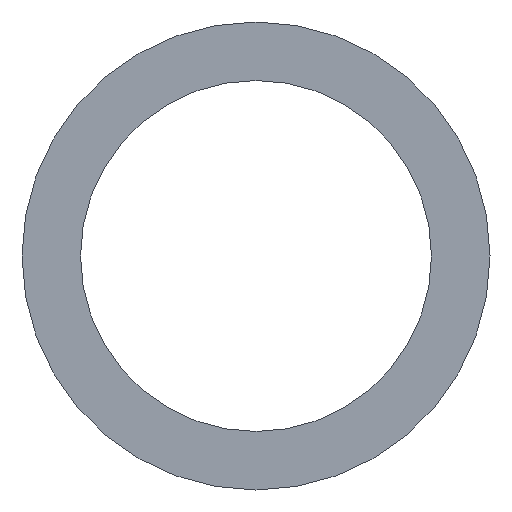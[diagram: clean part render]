
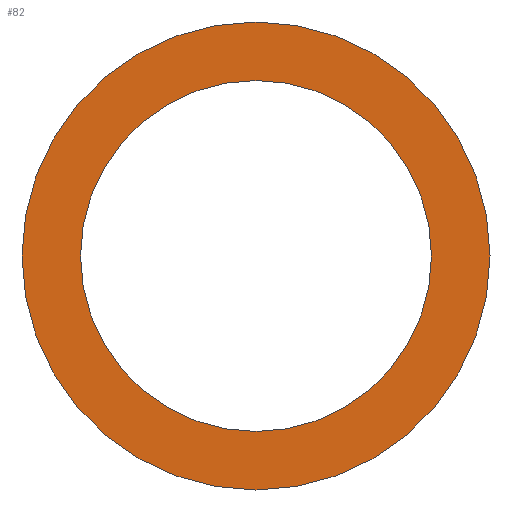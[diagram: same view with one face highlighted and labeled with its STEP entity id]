
A CAD part, left-side view. The second image highlights one B-rep face of the part: STEP entity #82.
In plain terms, the highlighted planar face has unit normal (-1, 0, 0).
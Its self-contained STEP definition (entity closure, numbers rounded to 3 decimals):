
#3 = AXIS2_PLACEMENT_3D ( 'NONE', #127, #208, #147 ) ;
#4 = EDGE_CURVE ( 'NONE', #165, #56, #228, .T. ) ;
#7 = CARTESIAN_POINT ( 'NONE',  ( -1.25, 0., -4. ) ) ;
#17 = DIRECTION ( 'NONE',  ( 1., 0., 0. ) ) ;
#18 = ORIENTED_EDGE ( 'NONE', *, *, #4, .F. ) ;
#19 = EDGE_LOOP ( 'NONE', ( #51, #18 ) ) ;
#33 = EDGE_CURVE ( 'NONE', #56, #165, #41, .T. ) ;
#35 = CARTESIAN_POINT ( 'NONE',  ( -1.25, 0., 0. ) ) ;
#37 = EDGE_CURVE ( 'NONE', #87, #134, #150, .T. ) ;
#39 = CARTESIAN_POINT ( 'NONE',  ( -1.25, 0., 0. ) ) ;
#41 = CIRCLE ( 'NONE', #114, 4. ) ;
#51 = ORIENTED_EDGE ( 'NONE', *, *, #33, .F. ) ;
#53 = DIRECTION ( 'NONE',  ( 0., 0., -1. ) ) ;
#54 = DIRECTION ( 'NONE',  ( 0., 0., -1. ) ) ;
#56 = VERTEX_POINT ( 'NONE', #243 ) ;
#57 = EDGE_LOOP ( 'NONE', ( #67, #162 ) ) ;
#67 = ORIENTED_EDGE ( 'NONE', *, *, #37, .T. ) ;
#73 = AXIS2_PLACEMENT_3D ( 'NONE', #186, #245, #53 ) ;
#76 = CARTESIAN_POINT ( 'NONE',  ( -1.25, 0., 0. ) ) ;
#82 = ADVANCED_FACE ( 'NONE', ( #206, #89 ), #108, .F. ) ;
#87 = VERTEX_POINT ( 'NONE', #145 ) ;
#89 = FACE_BOUND ( 'NONE', #57, .T. ) ;
#93 = DIRECTION ( 'NONE',  ( 1., 0., 0. ) ) ;
#108 = PLANE ( 'NONE',  #3 ) ;
#109 = AXIS2_PLACEMENT_3D ( 'NONE', #35, #17, #54 ) ;
#114 = AXIS2_PLACEMENT_3D ( 'NONE', #39, #93, #231 ) ;
#127 = CARTESIAN_POINT ( 'NONE',  ( -1.25, 0., 0. ) ) ;
#134 = VERTEX_POINT ( 'NONE', #168 ) ;
#145 = CARTESIAN_POINT ( 'NONE',  ( -1.25, 0., 3. ) ) ;
#147 = DIRECTION ( 'NONE',  ( 0., 0., -1. ) ) ;
#149 = EDGE_CURVE ( 'NONE', #134, #87, #159, .T. ) ;
#150 = CIRCLE ( 'NONE', #73, 3. ) ;
#159 = CIRCLE ( 'NONE', #109, 3. ) ;
#162 = ORIENTED_EDGE ( 'NONE', *, *, #149, .T. ) ;
#165 = VERTEX_POINT ( 'NONE', #7 ) ;
#168 = CARTESIAN_POINT ( 'NONE',  ( -1.25, 0., -3. ) ) ;
#173 = DIRECTION ( 'NONE',  ( 1., 0., 0. ) ) ;
#186 = CARTESIAN_POINT ( 'NONE',  ( -1.25, 0., 0. ) ) ;
#193 = DIRECTION ( 'NONE',  ( 0., 0., -1. ) ) ;
#206 = FACE_OUTER_BOUND ( 'NONE', #19, .T. ) ;
#208 = DIRECTION ( 'NONE',  ( 1., 0., 0. ) ) ;
#228 = CIRCLE ( 'NONE', #248, 4. ) ;
#231 = DIRECTION ( 'NONE',  ( 0., 0., -1. ) ) ;
#243 = CARTESIAN_POINT ( 'NONE',  ( -1.25, 0., 4. ) ) ;
#245 = DIRECTION ( 'NONE',  ( 1., 0., 0. ) ) ;
#248 = AXIS2_PLACEMENT_3D ( 'NONE', #76, #173, #193 ) ;
